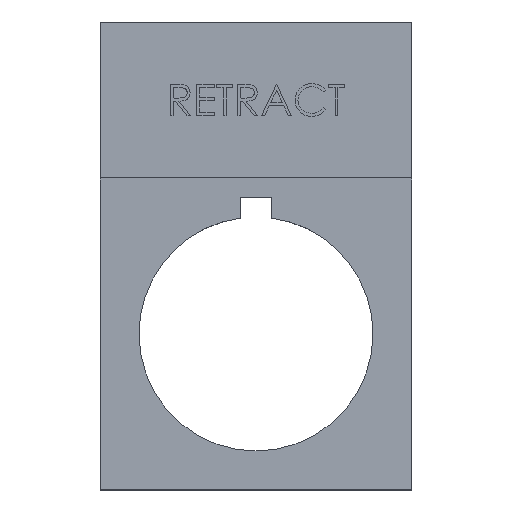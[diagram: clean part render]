
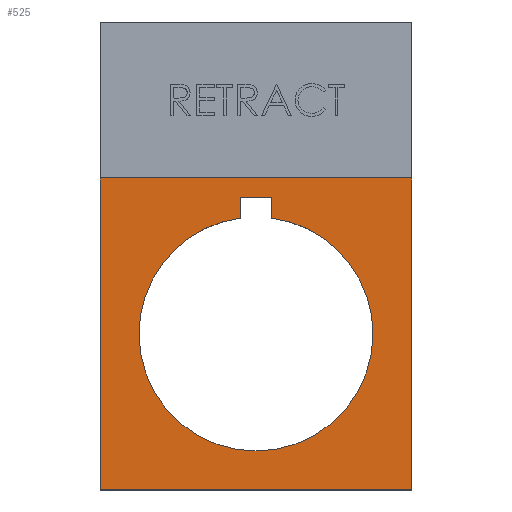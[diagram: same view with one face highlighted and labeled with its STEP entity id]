
A CAD part, top view. The second image highlights one B-rep face of the part: STEP entity #525.
In plain terms, the highlighted planar face has unit normal (0, 0, 1).
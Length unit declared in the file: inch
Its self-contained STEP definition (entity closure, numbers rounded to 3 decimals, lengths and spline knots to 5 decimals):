
#6 = VERTEX_POINT ( 'NONE', #4901 ) ;
#29 = CARTESIAN_POINT ( 'NONE',  ( -0.59055, -0.59055, 0.01969 ) ) ;
#105 = LINE ( 'NONE', #4236, #5843 ) ;
#142 = VERTEX_POINT ( 'NONE', #29 ) ;
#165 = DIRECTION ( 'NONE',  ( 1., 0., 0. ) ) ;
#199 = VERTEX_POINT ( 'NONE', #1898 ) ;
#426 = LINE ( 'NONE', #4706, #3724 ) ;
#432 = DIRECTION ( 'NONE',  ( 0., 0., -1. ) ) ;
#525 = ADVANCED_FACE ( 'NONE', ( #1900, #2054 ), #2525, .T. ) ;
#566 = EDGE_CURVE ( 'NONE', #708, #142, #2491, .T. ) ;
#708 = VERTEX_POINT ( 'NONE', #5727 ) ;
#725 = ORIENTED_EDGE ( 'NONE', *, *, #5505, .T. ) ;
#830 = EDGE_CURVE ( 'NONE', #1206, #4882, #4252, .T. ) ;
#961 = AXIS2_PLACEMENT_3D ( 'NONE', #1615, #2932, #4791 ) ;
#966 = DIRECTION ( 'NONE',  ( 0., -1., 0. ) ) ;
#1037 = CARTESIAN_POINT ( 'NONE',  ( -0.59055, 1.1811, 0.01969 ) ) ;
#1173 = CARTESIAN_POINT ( 'NONE',  ( 0.19685, 0.59055, 0.01969 ) ) ;
#1206 = VERTEX_POINT ( 'NONE', #3725 ) ;
#1300 = CARTESIAN_POINT ( 'NONE',  ( 0.59055, 0.59055, 0.01969 ) ) ;
#1339 = EDGE_CURVE ( 'NONE', #3593, #5376, #4039, .T. ) ;
#1351 = CARTESIAN_POINT ( 'NONE',  ( -0.05906, 0.5177, 0.01969 ) ) ;
#1450 = ORIENTED_EDGE ( 'NONE', *, *, #1339, .T. ) ;
#1548 = DIRECTION ( 'NONE',  ( 0., -1., 0. ) ) ;
#1615 = CARTESIAN_POINT ( 'NONE',  ( 0., 0., 0.01969 ) ) ;
#1803 = EDGE_CURVE ( 'NONE', #142, #6, #5036, .T. ) ;
#1898 = CARTESIAN_POINT ( 'NONE',  ( 0.05906, 0.43896, 0.01969 ) ) ;
#1900 = FACE_BOUND ( 'NONE', #2549, .T. ) ;
#1942 = ORIENTED_EDGE ( 'NONE', *, *, #566, .F. ) ;
#2012 = CARTESIAN_POINT ( 'NONE',  ( 0.05906, 0.5177, 0.01969 ) ) ;
#2019 = DIRECTION ( 'NONE',  ( -1., 0., 0. ) ) ;
#2054 = FACE_OUTER_BOUND ( 'NONE', #5457, .T. ) ;
#2168 = CARTESIAN_POINT ( 'NONE',  ( -0.59055, 0.59055, 0.01969 ) ) ;
#2199 = VECTOR ( 'NONE', #2019, 39.37008 ) ;
#2294 = EDGE_CURVE ( 'NONE', #4882, #3593, #4318, .T. ) ;
#2319 = ORIENTED_EDGE ( 'NONE', *, *, #4308, .T. ) ;
#2491 = LINE ( 'NONE', #5669, #2199 ) ;
#2521 = EDGE_CURVE ( 'NONE', #5376, #3931, #105, .T. ) ;
#2525 = PLANE ( 'NONE',  #3515 ) ;
#2549 = EDGE_LOOP ( 'NONE', ( #4283, #725, #2319, #4435, #3451, #1450 ) ) ;
#2608 = LINE ( 'NONE', #2800, #4417 ) ;
#2661 = CARTESIAN_POINT ( 'NONE',  ( -0.44291, 0., 0.01969 ) ) ;
#2800 = CARTESIAN_POINT ( 'NONE',  ( 0.05906, 0.43896, 0.01969 ) ) ;
#2885 = CARTESIAN_POINT ( 'NONE',  ( 0., 0.29528, 0.01969 ) ) ;
#2911 = DIRECTION ( 'NONE',  ( 0., 0., 1. ) ) ;
#2932 = DIRECTION ( 'NONE',  ( 0., 0., -1. ) ) ;
#3332 = VECTOR ( 'NONE', #4721, 39.37008 ) ;
#3351 = EDGE_CURVE ( 'NONE', #5813, #708, #426, .T. ) ;
#3451 = ORIENTED_EDGE ( 'NONE', *, *, #2294, .T. ) ;
#3515 = AXIS2_PLACEMENT_3D ( 'NONE', #2885, #2911, #165 ) ;
#3593 = VERTEX_POINT ( 'NONE', #5449 ) ;
#3687 = DIRECTION ( 'NONE',  ( 1., 0., 0. ) ) ;
#3724 = VECTOR ( 'NONE', #1548, 39.37008 ) ;
#3725 = CARTESIAN_POINT ( 'NONE',  ( 0.44291, 0., 0.01969 ) ) ;
#3882 = DIRECTION ( 'NONE',  ( 1., 0., 0. ) ) ;
#3923 = ORIENTED_EDGE ( 'NONE', *, *, #3351, .F. ) ;
#3931 = VERTEX_POINT ( 'NONE', #2012 ) ;
#3955 = CARTESIAN_POINT ( 'NONE',  ( 0.59055, 0.59055, 0.01969 ) ) ;
#4039 = LINE ( 'NONE', #4263, #3332 ) ;
#4086 = ORIENTED_EDGE ( 'NONE', *, *, #4348, .T. ) ;
#4236 = CARTESIAN_POINT ( 'NONE',  ( 0.05906, 0.5177, 0.01969 ) ) ;
#4252 = CIRCLE ( 'NONE', #5473, 0.44291 ) ;
#4263 = CARTESIAN_POINT ( 'NONE',  ( -0.05906, 0.5177, 0.01969 ) ) ;
#4283 = ORIENTED_EDGE ( 'NONE', *, *, #2521, .T. ) ;
#4301 = DIRECTION ( 'NONE',  ( 1., 0., 0. ) ) ;
#4308 = EDGE_CURVE ( 'NONE', #199, #1206, #4533, .T. ) ;
#4318 = CIRCLE ( 'NONE', #5380, 0.44291 ) ;
#4348 = EDGE_CURVE ( 'NONE', #5813, #6, #4961, .T. ) ;
#4413 = CARTESIAN_POINT ( 'NONE',  ( -0.19685, 0.59055, 0.01969 ) ) ;
#4417 = VECTOR ( 'NONE', #966, 39.37008 ) ;
#4435 = ORIENTED_EDGE ( 'NONE', *, *, #830, .T. ) ;
#4533 = CIRCLE ( 'NONE', #961, 0.44291 ) ;
#4706 = CARTESIAN_POINT ( 'NONE',  ( 0.59055, -0.59055, 0.01969 ) ) ;
#4721 = DIRECTION ( 'NONE',  ( 0., 1., 0. ) ) ;
#4791 = DIRECTION ( 'NONE',  ( 1., 0., 0. ) ) ;
#4882 = VERTEX_POINT ( 'NONE', #2661 ) ;
#4901 = CARTESIAN_POINT ( 'NONE',  ( -0.59055, 0.59055, 0.01969 ) ) ;
#4961 = B_SPLINE_CURVE_WITH_KNOTS ( 'NONE', 3,
 ( #3955, #1173, #4413, #2168 ),
 .UNSPECIFIED., .F., .F.,
 ( 4, 4 ),
 ( 0., 1. ),
 .UNSPECIFIED. ) ;
#5036 = LINE ( 'NONE', #1037, #5601 ) ;
#5146 = DIRECTION ( 'NONE',  ( 0., 0., -1. ) ) ;
#5269 = CARTESIAN_POINT ( 'NONE',  ( 0., 0., 0.01969 ) ) ;
#5376 = VERTEX_POINT ( 'NONE', #1351 ) ;
#5380 = AXIS2_PLACEMENT_3D ( 'NONE', #5493, #432, #3687 ) ;
#5449 = CARTESIAN_POINT ( 'NONE',  ( -0.05906, 0.43896, 0.01969 ) ) ;
#5457 = EDGE_LOOP ( 'NONE', ( #1942, #3923, #4086, #5562 ) ) ;
#5473 = AXIS2_PLACEMENT_3D ( 'NONE', #5269, #5146, #3882 ) ;
#5493 = CARTESIAN_POINT ( 'NONE',  ( 0., 0., 0.01969 ) ) ;
#5505 = EDGE_CURVE ( 'NONE', #3931, #199, #2608, .T. ) ;
#5562 = ORIENTED_EDGE ( 'NONE', *, *, #1803, .F. ) ;
#5601 = VECTOR ( 'NONE', #5646, 39.37008 ) ;
#5646 = DIRECTION ( 'NONE',  ( 0., 1., 0. ) ) ;
#5669 = CARTESIAN_POINT ( 'NONE',  ( -0.59055, -0.59055, 0.01969 ) ) ;
#5727 = CARTESIAN_POINT ( 'NONE',  ( 0.59055, -0.59055, 0.01969 ) ) ;
#5813 = VERTEX_POINT ( 'NONE', #1300 ) ;
#5843 = VECTOR ( 'NONE', #4301, 39.37008 ) ;
